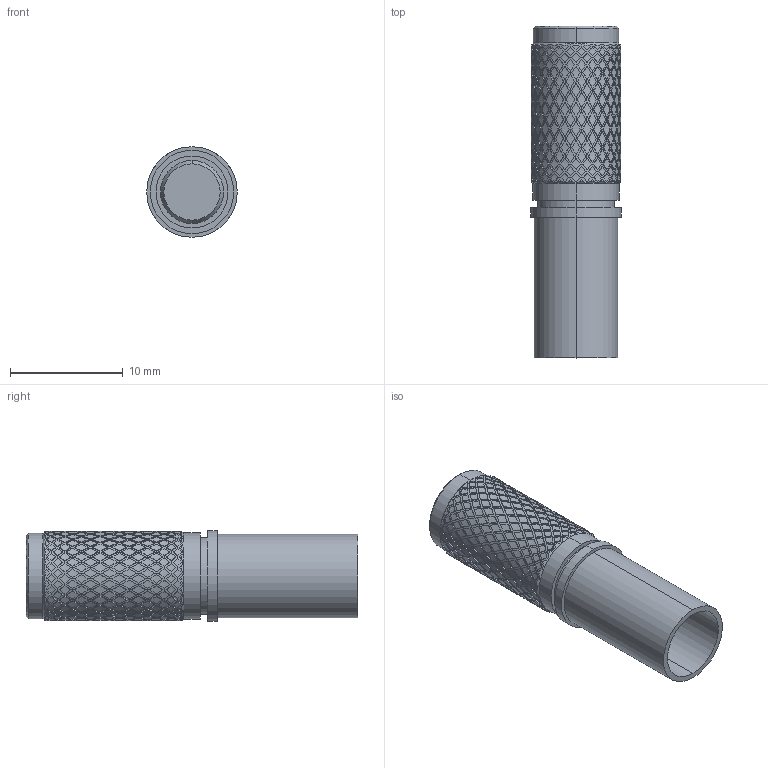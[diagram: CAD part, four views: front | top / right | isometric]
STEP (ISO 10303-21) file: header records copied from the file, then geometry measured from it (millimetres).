
FILE_DESCRIPTION((''),'2;1');
FILE_NAME('1','2021-09-09T',('Administrator'),(''),'PRO/ENGINEER BY PARAMETRIC TECHNOLOGY CORPORATION, 2012090','PRO/ENGINEER BY PARAMETRIC TECHNOLOGY CORPORATION, 2012090','');
FILE_SCHEMA(('CONFIG_CONTROL_DESIGN'));
Products named in the file (1): 1
Bounding box: 8.05 x 29.5 x 8.05 mm (x, y, z)
Volume: 994.9 mm3; surface area: 1885 mm2
Topology: 1 solids, 3 shells, 3530 faces, 8447 edges, 4934 vertices
Faces by surface type: bspline 2708, cylinder 566, plane 149, cone 103, torus 4
Entity records: 225204 total; most frequent: CARTESIAN_POINT 165909, ORIENTED_EDGE 16894, EDGE_CURVE 8447, B_SPLINE_CURVE_WITH_KNOTS 6708, VERTEX_POINT 4934, DIRECTION 3820, EDGE_LOOP 3545, FACE_OUTER_BOUND 3530
